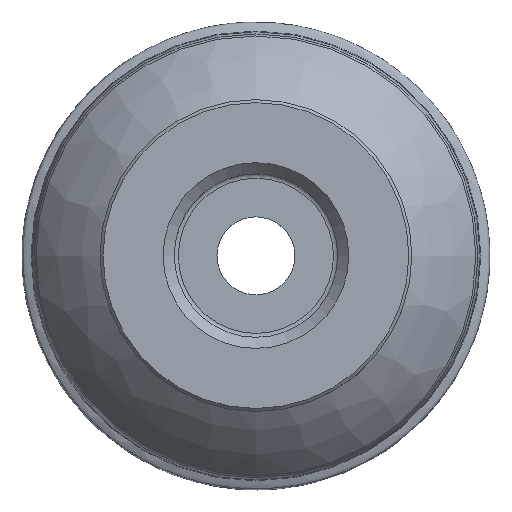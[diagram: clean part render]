
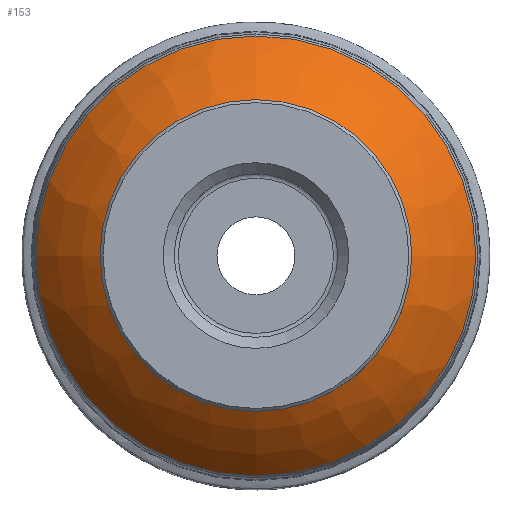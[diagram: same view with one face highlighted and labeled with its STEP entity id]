
A CAD part, top view. The second image highlights one B-rep face of the part: STEP entity #153.
In plain terms, the highlighted free-form (B-spline) face has degree [3, 3] with [4, 7] control points.
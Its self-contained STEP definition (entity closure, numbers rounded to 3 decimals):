
#101=(
BOUNDED_SURFACE()
B_SPLINE_SURFACE(3,3,((#1000,#1001,#1002,#1003,#1004,#1005,#1006),(#1007,
#1008,#1009,#1010,#1011,#1012,#1013),(#1014,#1015,#1016,#1017,#1018,#1019,
#1020),(#1021,#1022,#1023,#1024,#1025,#1026,#1027)),.UNSPECIFIED.,.F.,.T.,
 .F.)
B_SPLINE_SURFACE_WITH_KNOTS((4,4),(1,3,3,3,1),(0.,1.),(-0.5,0.,0.5,1.,1.5),
 .UNSPECIFIED.)
GEOMETRIC_REPRESENTATION_ITEM()
RATIONAL_B_SPLINE_SURFACE(((1.,0.333,0.333,1.,0.333,
0.333,1.),(0.99,0.33,0.33,
0.99,0.33,0.33,0.99),
(0.99,0.33,0.33,0.99,
0.33,0.33,0.99),(1.,0.333,
0.333,1.,0.333,0.333,1.)))
REPRESENTATION_ITEM('')
SURFACE()
);
#153=ADVANCED_FACE('CN_SU6',(#218,#219),#101,.T.);
#218=FACE_BOUND('',#295,.T.);
#219=FACE_BOUND('',#296,.T.);
#295=EDGE_LOOP('',(#371));
#296=EDGE_LOOP('',(#372));
#371=ORIENTED_EDGE('',*,*,#470,.T.);
#372=ORIENTED_EDGE('',*,*,#469,.T.);
#430=VERTEX_POINT('',#996);
#431=VERTEX_POINT('',#999);
#469=EDGE_CURVE('',#430,#430,#507,.T.);
#470=EDGE_CURVE('',#431,#431,#508,.T.);
#507=CIRCLE('',#688,19.905);
#508=CIRCLE('',#690,29.619);
#688=AXIS2_PLACEMENT_3D('',#995,#833,#834);
#690=AXIS2_PLACEMENT_3D('',#998,#837,#838);
#833=DIRECTION('',(0.,0.,-1.));
#834=DIRECTION('',(-1.,0.,0.));
#837=DIRECTION('',(0.,0.,1.));
#838=DIRECTION('',(-1.,0.,0.));
#995=CARTESIAN_POINT('',(0.,0.,-16.727));
#996=CARTESIAN_POINT('',(-19.905,0.,-16.727));
#998=CARTESIAN_POINT('',(0.,0.,-26.248));
#999=CARTESIAN_POINT('',(-29.619,0.,-26.248));
#1000=CARTESIAN_POINT('',(-29.619,0.,-26.248));
#1001=CARTESIAN_POINT('',(-29.619,59.239,-26.248));
#1002=CARTESIAN_POINT('',(29.619,59.239,-26.248));
#1003=CARTESIAN_POINT('',(29.619,0.,-26.248));
#1004=CARTESIAN_POINT('',(29.619,-59.239,-26.248));
#1005=CARTESIAN_POINT('',(-29.619,-59.239,-26.248));
#1006=CARTESIAN_POINT('',(-29.619,0.,-26.248));
#1007=CARTESIAN_POINT('',(-26.939,0.,-22.537));
#1008=CARTESIAN_POINT('',(-26.939,53.877,-22.537));
#1009=CARTESIAN_POINT('',(26.939,53.877,-22.537));
#1010=CARTESIAN_POINT('',(26.939,0.,-22.537));
#1011=CARTESIAN_POINT('',(26.939,-53.877,-22.537));
#1012=CARTESIAN_POINT('',(-26.939,-53.877,-22.537));
#1013=CARTESIAN_POINT('',(-26.939,0.,-22.537));
#1014=CARTESIAN_POINT('',(-23.669,0.,-19.332));
#1015=CARTESIAN_POINT('',(-23.669,47.338,-19.332));
#1016=CARTESIAN_POINT('',(23.669,47.338,-19.332));
#1017=CARTESIAN_POINT('',(23.669,0.,-19.332));
#1018=CARTESIAN_POINT('',(23.669,-47.338,-19.332));
#1019=CARTESIAN_POINT('',(-23.669,-47.338,-19.332));
#1020=CARTESIAN_POINT('',(-23.669,0.,-19.332));
#1021=CARTESIAN_POINT('',(-19.905,0.,-16.727));
#1022=CARTESIAN_POINT('',(-19.905,39.81,-16.727));
#1023=CARTESIAN_POINT('',(19.905,39.81,-16.727));
#1024=CARTESIAN_POINT('',(19.905,0.,-16.727));
#1025=CARTESIAN_POINT('',(19.905,-39.81,-16.727));
#1026=CARTESIAN_POINT('',(-19.905,-39.81,-16.727));
#1027=CARTESIAN_POINT('',(-19.905,0.,-16.727));
